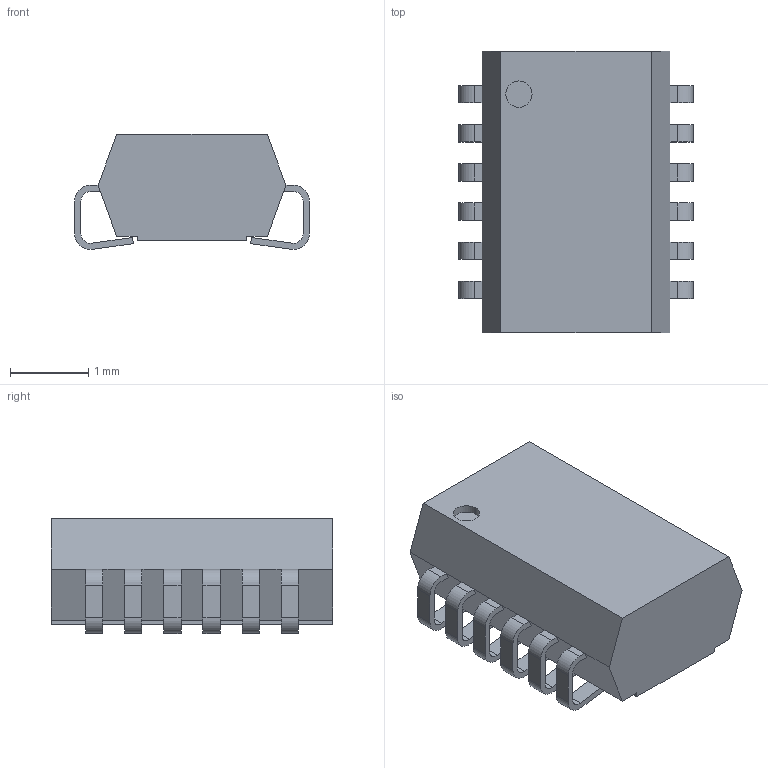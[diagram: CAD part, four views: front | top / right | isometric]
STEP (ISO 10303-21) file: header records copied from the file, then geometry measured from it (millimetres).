
FILE_DESCRIPTION (( 'STEP AP214' ), '1' );
FILE_NAME ('RTC-12.STEP', '2013-07-30T07:09:58', ( '' ), ( '' ), 'SwSTEP 2.0', 'SolidWorks 2011', '' );
FILE_SCHEMA (( 'AUTOMOTIVE_DESIGN' ));
Length unit declared in the file: millimetre
Products named in the file (1): RTC-12
Bounding box: 3 x 3.6 x 1.47 mm (x, y, z)
Volume: 10.8 mm3; surface area: 41.6 mm2
Topology: 1 solids, 1 shells, 171 faces, 480 edges, 312 vertices
Faces by surface type: plane 121, cylinder 50
Entity records: 5496 total; most frequent: CARTESIAN_POINT 964, ORIENTED_EDGE 960, DIRECTION 924, EDGE_CURVE 480, LINE 380, VECTOR 380, VERTEX_POINT 312, AXIS2_PLACEMENT_3D 272
